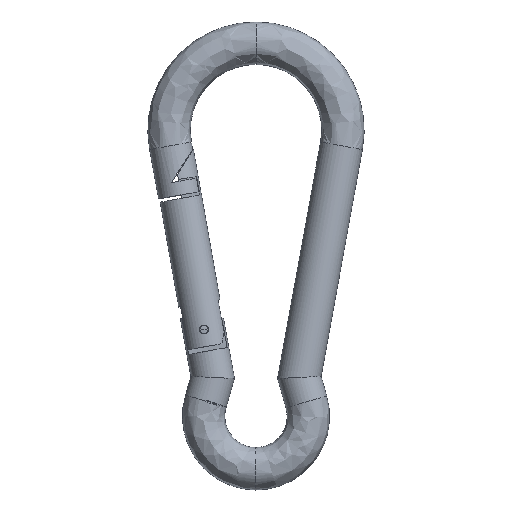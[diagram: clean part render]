
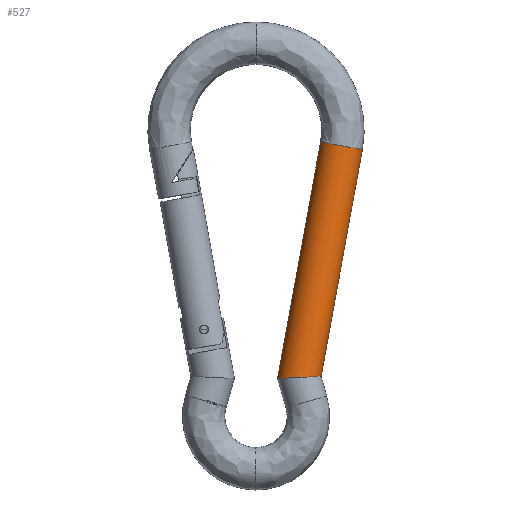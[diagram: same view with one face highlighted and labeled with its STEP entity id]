
A CAD part, top view. The second image highlights one B-rep face of the part: STEP entity #527.
In plain terms, the highlighted cylindrical face has radius 3.885 mm (diameter 7.77 mm), a partial arc.
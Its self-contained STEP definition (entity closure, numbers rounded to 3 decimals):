
#121 = ORIENTED_EDGE ( 'NONE', *, *, #992, .F. ) ;
#291 = CARTESIAN_POINT ( 'NONE',  ( 7.415, -48.107, 0. ) ) ;
#340 = CARTESIAN_POINT ( 'NONE',  ( 15.657, -2.852, 0. ) ) ;
#343 = EDGE_CURVE ( 'NONE', #1720, #716, #1632, .T. ) ;
#347 = DIRECTION ( 'NONE',  ( 0.179, 0.984, 0. ) ) ;
#391 = CARTESIAN_POINT ( 'NONE',  ( 3.947, -45.47, 0. ) ) ;
#527 = ADVANCED_FACE ( 'NONE', ( #812 ), #2187, .T. ) ;
#551 = CARTESIAN_POINT ( 'NONE',  ( 11.917, -45.074, 0. ) ) ;
#557 = CARTESIAN_POINT ( 'NONE',  ( 11.917, -45.074, 7.77 ) ) ;
#592 = EDGE_CURVE ( 'NONE', #1642, #716, #1721, .T. ) ;
#616 =( BOUNDED_CURVE ( )  B_SPLINE_CURVE ( 3, ( #391, #1648, #557, #551 ),
 .UNSPECIFIED., .F., .F. ) 
 B_SPLINE_CURVE_WITH_KNOTS ( ( 4, 4 ),
 ( 3.142, 6.283 ),
 .UNSPECIFIED. ) 
 CURVE ( )  GEOMETRIC_REPRESENTATION_ITEM ( )  RATIONAL_B_SPLINE_CURVE ( ( 1., 0.333, 0.333, 1. ) ) 
 REPRESENTATION_ITEM ( '' )  );
#622 = LINE ( 'NONE', #1593, #1141 ) ;
#663 = ORIENTED_EDGE ( 'NONE', *, *, #592, .T. ) ;
#668 = AXIS2_PLACEMENT_3D ( 'NONE', #291, #828, #1368 ) ;
#709 = ORIENTED_EDGE ( 'NONE', *, *, #1353, .T. ) ;
#716 = VERTEX_POINT ( 'NONE', #2101 ) ;
#729 = AXIS2_PLACEMENT_3D ( 'NONE', #340, #2201, #1623 ) ;
#766 = VERTEX_POINT ( 'NONE', #1692 ) ;
#812 = FACE_OUTER_BOUND ( 'NONE', #1523, .T. ) ;
#828 = DIRECTION ( 'NONE',  ( 0.179, 0.984, 0. ) ) ;
#899 = CARTESIAN_POINT ( 'NONE',  ( 11.237, -48.803, 0. ) ) ;
#901 = VECTOR ( 'NONE', #1425, 1000. ) ;
#992 = EDGE_CURVE ( 'NONE', #766, #1720, #622, .T. ) ;
#1141 = VECTOR ( 'NONE', #347, 1000. ) ;
#1330 = CARTESIAN_POINT ( 'NONE',  ( 11.835, -2.155, 0. ) ) ;
#1353 = EDGE_CURVE ( 'NONE', #766, #1642, #616, .T. ) ;
#1368 = DIRECTION ( 'NONE',  ( -0.984, 0.179, 0. ) ) ;
#1425 = DIRECTION ( 'NONE',  ( 0.179, 0.984, 0. ) ) ;
#1523 = EDGE_LOOP ( 'NONE', ( #709, #663, #1646, #121 ) ) ;
#1593 = CARTESIAN_POINT ( 'NONE',  ( 3.593, -47.411, 0. ) ) ;
#1623 = DIRECTION ( 'NONE',  ( 0.984, -0.179, 0. ) ) ;
#1632 = CIRCLE ( 'NONE', #729, 3.885 ) ;
#1642 = VERTEX_POINT ( 'NONE', #2293 ) ;
#1646 = ORIENTED_EDGE ( 'NONE', *, *, #343, .F. ) ;
#1648 = CARTESIAN_POINT ( 'NONE',  ( 3.947, -45.47, 7.77 ) ) ;
#1692 = CARTESIAN_POINT ( 'NONE',  ( 3.947, -45.47, 0. ) ) ;
#1720 = VERTEX_POINT ( 'NONE', #1330 ) ;
#1721 = LINE ( 'NONE', #899, #901 ) ;
#2101 = CARTESIAN_POINT ( 'NONE',  ( 19.48, -3.548, 0. ) ) ;
#2187 = CYLINDRICAL_SURFACE ( 'NONE', #668, 3.885 ) ;
#2201 = DIRECTION ( 'NONE',  ( 0.179, 0.984, 0. ) ) ;
#2293 = CARTESIAN_POINT ( 'NONE',  ( 11.917, -45.074, 0. ) ) ;
